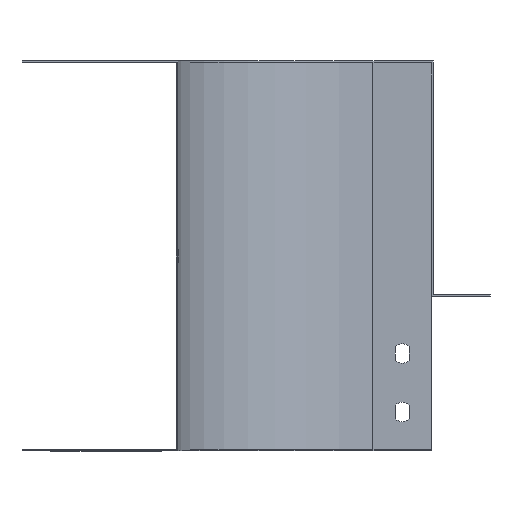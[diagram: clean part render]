
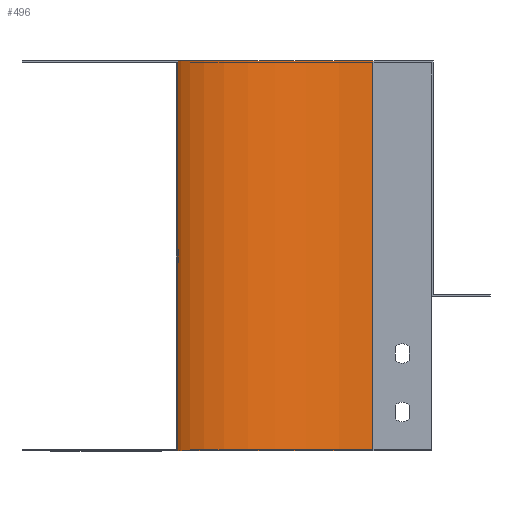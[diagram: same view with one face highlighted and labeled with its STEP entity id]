
A CAD part, left-side view. The second image highlights one B-rep face of the part: STEP entity #496.
In plain terms, the highlighted cylindrical face has radius 100 mm (diameter 200 mm), a partial arc.
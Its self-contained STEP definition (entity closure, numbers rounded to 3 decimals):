
#389 = ORIENTED_EDGE ( 'NONE', *, *, #2110, .F. ) ;
#390 = ORIENTED_EDGE ( 'NONE', *, *, #2109, .F. ) ;
#391 = ORIENTED_EDGE ( 'NONE', *, *, #2108, .T. ) ;
#392 = ORIENTED_EDGE ( 'NONE', *, *, #1876, .T. ) ;
#496 = ADVANCED_FACE ( 'NONE', ( #2597 ), #2601, .F. ) ;
#579 = LINE ( 'NONE', #2686, #592 ) ;
#592 = VECTOR ( 'NONE', #2704, 1000. ) ;
#671 = CIRCLE ( 'NONE', #880, 100. ) ;
#673 = LINE ( 'NONE', #2253, #675 ) ;
#674 = CIRCLE ( 'NONE', #879, 100. ) ;
#675 = VECTOR ( 'NONE', #2254, 1000. ) ;
#879 = AXIS2_PLACEMENT_3D ( 'NONE', #2004, #2005, #2006 ) ;
#880 = AXIS2_PLACEMENT_3D ( 'NONE', #2000, #2001, #2002 ) ;
#1037 = CARTESIAN_POINT ( 'NONE',  ( -100., 130., -199. ) ) ;
#1039 = CARTESIAN_POINT ( 'NONE',  ( -100., 130., 1. ) ) ;
#1087 = VERTEX_POINT ( 'NONE', #1037 ) ;
#1089 = VERTEX_POINT ( 'NONE', #1039 ) ;
#1482 = AXIS2_PLACEMENT_3D ( 'NONE', #1570, #1568, #1560 ) ;
#1560 = DIRECTION ( 'NONE',  ( -1., 0., 0. ) ) ;
#1568 = DIRECTION ( 'NONE',  ( 0., 0., -1. ) ) ;
#1570 = CARTESIAN_POINT ( 'NONE',  ( -100., 30., 1. ) ) ;
#1876 = EDGE_CURVE ( 'NONE', #1089, #1087, #579, .T. ) ;
#1896 = EDGE_LOOP ( 'NONE', ( #392, #391, #390, #389 ) ) ;
#1959 = VERTEX_POINT ( 'NONE', #2166 ) ;
#1961 = VERTEX_POINT ( 'NONE', #2168 ) ;
#2000 = CARTESIAN_POINT ( 'NONE',  ( -100., 30., -199. ) ) ;
#2001 = DIRECTION ( 'NONE',  ( 0., 0., -1. ) ) ;
#2002 = DIRECTION ( 'NONE',  ( -1., 0., 0. ) ) ;
#2004 = CARTESIAN_POINT ( 'NONE',  ( -100., 30., 1. ) ) ;
#2005 = DIRECTION ( 'NONE',  ( 0., 0., -1. ) ) ;
#2006 = DIRECTION ( 'NONE',  ( -1., 0., 0. ) ) ;
#2108 = EDGE_CURVE ( 'NONE', #1087, #1961, #671, .T. ) ;
#2109 = EDGE_CURVE ( 'NONE', #1959, #1961, #673, .T. ) ;
#2110 = EDGE_CURVE ( 'NONE', #1089, #1959, #674, .T. ) ;
#2166 = CARTESIAN_POINT ( 'NONE',  ( 0., 30., 1. ) ) ;
#2168 = CARTESIAN_POINT ( 'NONE',  ( 0., 30., -199. ) ) ;
#2253 = CARTESIAN_POINT ( 'NONE',  ( 0., 30., 1. ) ) ;
#2254 = DIRECTION ( 'NONE',  ( 0., 0., -1. ) ) ;
#2597 = FACE_OUTER_BOUND ( 'NONE', #1896, .T. ) ;
#2601 = CYLINDRICAL_SURFACE ( 'NONE', #1482, 100. ) ;
#2686 = CARTESIAN_POINT ( 'NONE',  ( -100., 130., 1. ) ) ;
#2704 = DIRECTION ( 'NONE',  ( 0., 0., -1. ) ) ;
